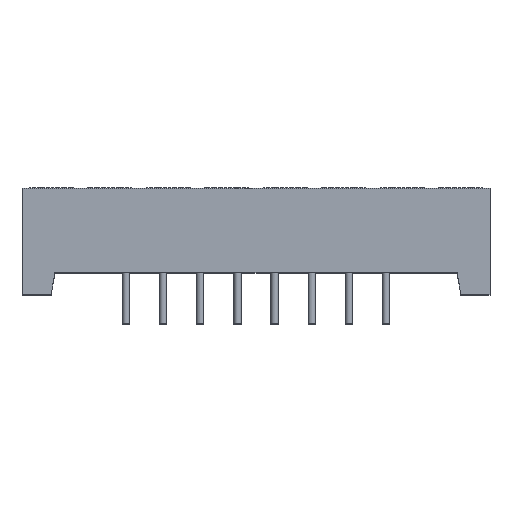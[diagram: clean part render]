
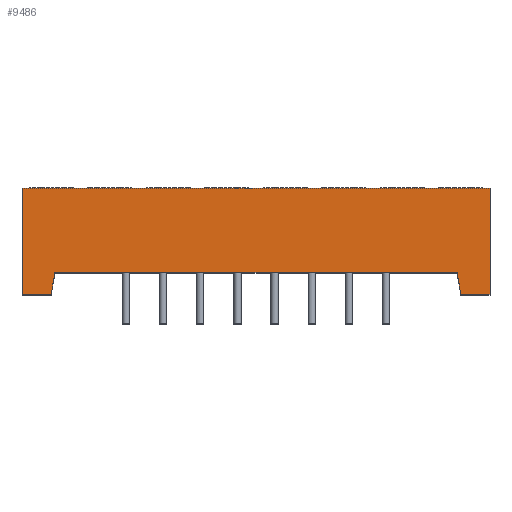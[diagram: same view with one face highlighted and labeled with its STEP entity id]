
A CAD part, top view. The second image highlights one B-rep face of the part: STEP entity #9486.
In plain terms, the highlighted planar face has unit normal (0, 0, 1).
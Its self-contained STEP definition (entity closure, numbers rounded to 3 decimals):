
#16 = CARTESIAN_POINT ( 'NONE',  ( -16., 7.25, 16. ) ) ;
#138 = CARTESIAN_POINT ( 'NONE',  ( -16., 0., 16. ) ) ;
#222 = CARTESIAN_POINT ( 'NONE',  ( 16., 1.5, 16. ) ) ;
#592 = VERTEX_POINT ( 'NONE', #8497 ) ;
#598 = VECTOR ( 'NONE', #2568, 1000. ) ;
#614 = DIRECTION ( 'NONE',  ( 1., 0., 0. ) ) ;
#721 = VECTOR ( 'NONE', #8783, 1000. ) ;
#759 = LINE ( 'NONE', #9846, #8259 ) ;
#808 = DIRECTION ( 'NONE',  ( 0., 1., 0. ) ) ;
#1014 = CARTESIAN_POINT ( 'NONE',  ( 14., 0., 16. ) ) ;
#1193 = LINE ( 'NONE', #222, #598 ) ;
#1260 = LINE ( 'NONE', #8990, #721 ) ;
#1296 = ORIENTED_EDGE ( 'NONE', *, *, #6679, .F. ) ;
#1395 = DIRECTION ( 'NONE',  ( 1., 0., 0. ) ) ;
#1433 = AXIS2_PLACEMENT_3D ( 'NONE', #5708, #6509, #7255 ) ;
#1483 = LINE ( 'NONE', #3561, #4538 ) ;
#1583 = DIRECTION ( 'NONE',  ( -0.164, 0.986, 0. ) ) ;
#1925 = FACE_OUTER_BOUND ( 'NONE', #4234, .T. ) ;
#2126 = ORIENTED_EDGE ( 'NONE', *, *, #3226, .F. ) ;
#2179 = VECTOR ( 'NONE', #1583, 1000. ) ;
#2376 = CARTESIAN_POINT ( 'NONE',  ( -13.75, 1.5, 16. ) ) ;
#2568 = DIRECTION ( 'NONE',  ( 0., 1., 0. ) ) ;
#2861 = VERTEX_POINT ( 'NONE', #16 ) ;
#2889 = LINE ( 'NONE', #5298, #3548 ) ;
#3027 = CARTESIAN_POINT ( 'NONE',  ( 13.75, 1.5, 16. ) ) ;
#3073 = VERTEX_POINT ( 'NONE', #1014 ) ;
#3098 = EDGE_CURVE ( 'NONE', #3165, #7951, #5083, .T. ) ;
#3165 = VERTEX_POINT ( 'NONE', #3027 ) ;
#3226 = EDGE_CURVE ( 'NONE', #6844, #2861, #759, .T. ) ;
#3342 = EDGE_CURVE ( 'NONE', #592, #3073, #1260, .T. ) ;
#3386 = LINE ( 'NONE', #7779, #5501 ) ;
#3548 = VECTOR ( 'NONE', #614, 1000. ) ;
#3561 = CARTESIAN_POINT ( 'NONE',  ( -14., 0., 16. ) ) ;
#4234 = EDGE_LOOP ( 'NONE', ( #5231, #6540, #1296, #2126, #6430, #7337, #8457, #9292 ) ) ;
#4235 = PLANE ( 'NONE',  #1433 ) ;
#4538 = VECTOR ( 'NONE', #6687, 1000. ) ;
#4617 = LINE ( 'NONE', #4712, #2179 ) ;
#4712 = CARTESIAN_POINT ( 'NONE',  ( 14., 0., 16. ) ) ;
#4894 = VECTOR ( 'NONE', #9522, 1000. ) ;
#4936 = EDGE_CURVE ( 'NONE', #6844, #8582, #2889, .T. ) ;
#5083 = LINE ( 'NONE', #8896, #4894 ) ;
#5231 = ORIENTED_EDGE ( 'NONE', *, *, #3342, .F. ) ;
#5298 = CARTESIAN_POINT ( 'NONE',  ( -16., 0., 16. ) ) ;
#5501 = VECTOR ( 'NONE', #1395, 1000. ) ;
#5708 = CARTESIAN_POINT ( 'NONE',  ( -16., 1.5, 16. ) ) ;
#5752 = EDGE_CURVE ( 'NONE', #8582, #7951, #1483, .T. ) ;
#5836 = CARTESIAN_POINT ( 'NONE',  ( 16., 7.25, 16. ) ) ;
#6430 = ORIENTED_EDGE ( 'NONE', *, *, #4936, .T. ) ;
#6509 = DIRECTION ( 'NONE',  ( 0., 0., 1. ) ) ;
#6540 = ORIENTED_EDGE ( 'NONE', *, *, #9588, .T. ) ;
#6572 = VERTEX_POINT ( 'NONE', #5836 ) ;
#6679 = EDGE_CURVE ( 'NONE', #2861, #6572, #3386, .T. ) ;
#6687 = DIRECTION ( 'NONE',  ( 0.164, 0.986, 0. ) ) ;
#6844 = VERTEX_POINT ( 'NONE', #138 ) ;
#7105 = EDGE_CURVE ( 'NONE', #3073, #3165, #4617, .T. ) ;
#7255 = DIRECTION ( 'NONE',  ( 1., 0., 0. ) ) ;
#7337 = ORIENTED_EDGE ( 'NONE', *, *, #5752, .T. ) ;
#7779 = CARTESIAN_POINT ( 'NONE',  ( 16., 7.25, 16. ) ) ;
#7951 = VERTEX_POINT ( 'NONE', #2376 ) ;
#8259 = VECTOR ( 'NONE', #808, 1000. ) ;
#8457 = ORIENTED_EDGE ( 'NONE', *, *, #3098, .F. ) ;
#8497 = CARTESIAN_POINT ( 'NONE',  ( 16., 0., 16. ) ) ;
#8582 = VERTEX_POINT ( 'NONE', #9608 ) ;
#8783 = DIRECTION ( 'NONE',  ( -1., 0., 0. ) ) ;
#8896 = CARTESIAN_POINT ( 'NONE',  ( 16., 1.5, 16. ) ) ;
#8990 = CARTESIAN_POINT ( 'NONE',  ( 16., 0., 16. ) ) ;
#9292 = ORIENTED_EDGE ( 'NONE', *, *, #7105, .F. ) ;
#9486 = ADVANCED_FACE ( 'NONE', ( #1925 ), #4235, .T. ) ;
#9522 = DIRECTION ( 'NONE',  ( -1., 0., 0. ) ) ;
#9588 = EDGE_CURVE ( 'NONE', #592, #6572, #1193, .T. ) ;
#9608 = CARTESIAN_POINT ( 'NONE',  ( -14., 0., 16. ) ) ;
#9846 = CARTESIAN_POINT ( 'NONE',  ( -16., 1.5, 16. ) ) ;
